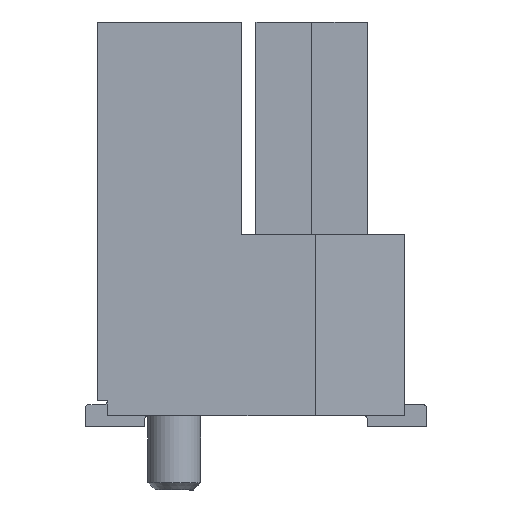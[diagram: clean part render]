
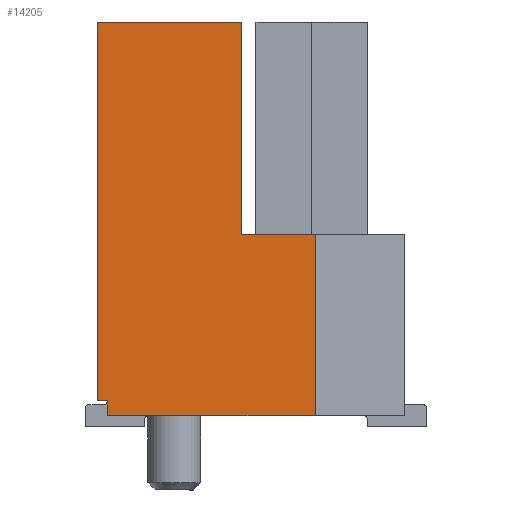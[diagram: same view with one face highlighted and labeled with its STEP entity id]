
A CAD part, left-side view. The second image highlights one B-rep face of the part: STEP entity #14205.
In plain terms, the highlighted planar face has unit normal (-1, 0, 0).
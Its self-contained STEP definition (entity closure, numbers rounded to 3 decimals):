
#578=FACE_OUTER_BOUND('',#1262,.T.);
#1262=EDGE_LOOP('',(#10145,#10146,#10147,#10148,#10149,#10150,#10151,#10152));
#1750=LINE('',#19264,#3564);
#1807=LINE('',#19383,#3621);
#1891=LINE('',#19539,#3705);
#1929=LINE('',#19618,#3743);
#2336=LINE('',#20370,#4150);
#2365=LINE('',#20418,#4179);
#2514=LINE('',#20731,#4328);
#2515=LINE('',#20732,#4329);
#3564=VECTOR('',#15618,1000.);
#3621=VECTOR('',#15691,1000.);
#3705=VECTOR('',#15783,1000.);
#3743=VECTOR('',#15837,1000.);
#4150=VECTOR('',#16446,1000.);
#4179=VECTOR('',#16501,1000.);
#4328=VECTOR('',#16862,1000.);
#4329=VECTOR('',#16863,1000.);
#5378=VERTEX_POINT('',#19261);
#5379=VERTEX_POINT('',#19263);
#5432=VERTEX_POINT('',#19380);
#5433=VERTEX_POINT('',#19382);
#5501=VERTEX_POINT('',#19537);
#5534=VERTEX_POINT('',#19616);
#5778=VERTEX_POINT('',#20369);
#5842=VERTEX_POINT('',#20730);
#6686=EDGE_CURVE('',#5379,#5378,#1750,.T.);
#6745=EDGE_CURVE('',#5433,#5432,#1807,.T.);
#6829=EDGE_CURVE('',#5501,#5378,#1891,.T.);
#6867=EDGE_CURVE('',#5534,#5501,#1929,.T.);
#7274=EDGE_CURVE('',#5433,#5778,#2336,.T.);
#7303=EDGE_CURVE('',#5778,#5534,#2365,.T.);
#7452=EDGE_CURVE('',#5842,#5432,#2514,.T.);
#7453=EDGE_CURVE('',#5379,#5842,#2515,.T.);
#10145=ORIENTED_EDGE('',*,*,#7452,.F.);
#10146=ORIENTED_EDGE('',*,*,#7453,.F.);
#10147=ORIENTED_EDGE('',*,*,#6686,.T.);
#10148=ORIENTED_EDGE('',*,*,#6829,.F.);
#10149=ORIENTED_EDGE('',*,*,#6867,.F.);
#10150=ORIENTED_EDGE('',*,*,#7303,.F.);
#10151=ORIENTED_EDGE('',*,*,#7274,.F.);
#10152=ORIENTED_EDGE('',*,*,#6745,.T.);
#12945=PLANE('',#14915);
#14205=ADVANCED_FACE('',(#578),#12945,.F.);
#14915=AXIS2_PLACEMENT_3D('',#20729,#16860,#16861);
#15618=DIRECTION('',(0.,-1.,0.));
#15691=DIRECTION('',(0.,0.,-1.));
#15783=DIRECTION('',(0.,0.,-1.));
#15837=DIRECTION('',(0.,-1.,0.));
#16446=DIRECTION('',(0.,-1.,0.));
#16501=DIRECTION('',(0.,0.,-1.));
#16860=DIRECTION('center_axis',(1.,0.,0.));
#16861=DIRECTION('ref_axis',(0.,1.,0.));
#16862=DIRECTION('',(0.,1.,0.));
#16863=DIRECTION('',(0.,0.,1.));
#19261=CARTESIAN_POINT('',(-1.623,-1.898,0.1));
#19263=CARTESIAN_POINT('',(-1.623,0.9,0.1));
#19264=CARTESIAN_POINT('',(-1.623,1.04,0.1));
#19380=CARTESIAN_POINT('',(-1.623,1.04,0.3));
#19382=CARTESIAN_POINT('',(-1.623,1.04,5.4));
#19383=CARTESIAN_POINT('',(-1.623,1.04,2.543));
#19537=CARTESIAN_POINT('',(-1.623,-1.898,2.543));
#19539=CARTESIAN_POINT('',(-1.623,-1.898,2.543));
#19616=CARTESIAN_POINT('',(-1.623,-0.9,2.543));
#19618=CARTESIAN_POINT('',(-1.623,1.04,2.543));
#20369=CARTESIAN_POINT('',(-1.623,-0.9,5.4));
#20370=CARTESIAN_POINT('',(-1.623,1.04,5.4));
#20418=CARTESIAN_POINT('',(-1.623,-0.9,5.4));
#20729=CARTESIAN_POINT('Origin',(-1.623,1.04,2.543));
#20730=CARTESIAN_POINT('',(-1.623,0.9,0.3));
#20731=CARTESIAN_POINT('',(-1.623,1.04,0.3));
#20732=CARTESIAN_POINT('',(-1.623,0.9,2.543));
